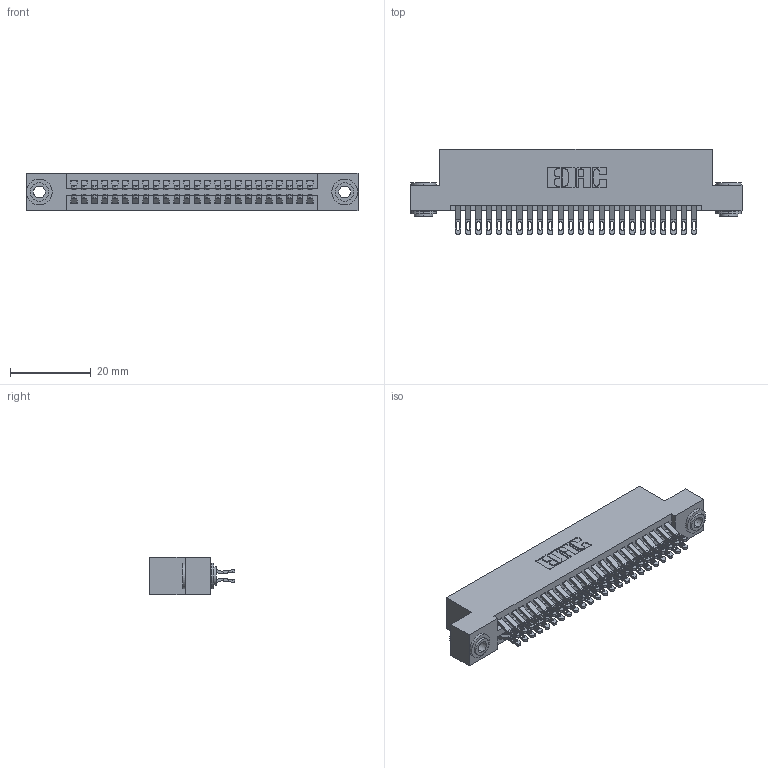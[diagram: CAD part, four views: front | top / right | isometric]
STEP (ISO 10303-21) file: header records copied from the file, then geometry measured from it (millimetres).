
FILE_DESCRIPTION (( 'STEP AP203' ), '1' );
FILE_NAME ('345-048-555-203.STEP', '2018-09-12T04:41:09', ( '' ), ( '' ), 'SwSTEP 2.0', 'SolidWorks 2016', '' );
FILE_SCHEMA (( 'CONFIG_CONTROL_DESIGN' ));
Length unit declared in the file: inch
Products named in the file (4): 345 Part_Flush Mounting Lugs - 0.156 Dia-TH; 345-292-001_555 Tail; 345-250-002_345-250-002-102; 345-048-555-203
Assembly tree (51 placements, depth 2):
  345-048-555-203
    345 Part_Flush Mounting Lugs - 0.156 Dia-TH
    345-292-001_555 Tail  x48
    345-250-002_345-250-002-102  x2
Bounding box: 82.17 x 21.13 x 9.4 mm (x, y, z)
Volume: 7973.5 mm3; surface area: 12126.7 mm2
Topology: 51 solids, 51 shells, 2852 faces, 8913 edges, 5938 vertices
Faces by surface type: plane 1578, cylinder 1266, cone 8
Entity records: 22230 total; most frequent: CARTESIAN_POINT 3753, ORIENTED_EDGE 3650, DIRECTION 3331, EDGE_CURVE 1825, VECTOR 1553, LINE 1553, VERTEX_POINT 1214, AXIS2_PLACEMENT_3D 889
